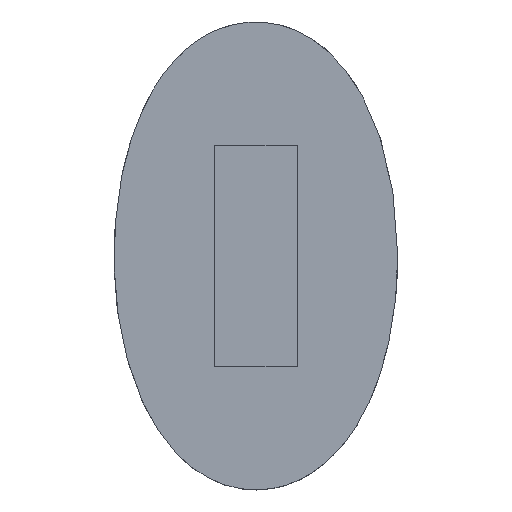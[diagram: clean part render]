
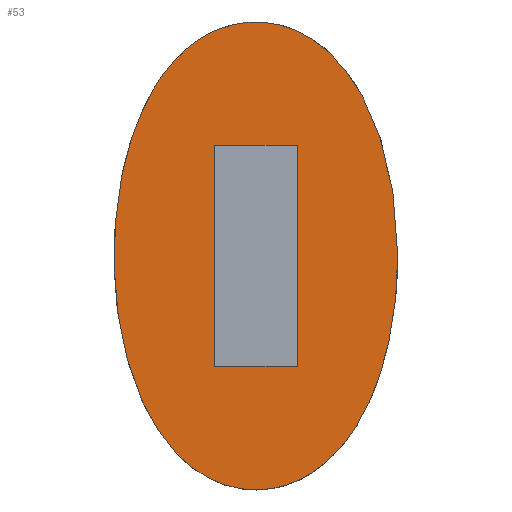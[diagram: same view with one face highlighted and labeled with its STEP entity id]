
A CAD part, top view. The second image highlights one B-rep face of the part: STEP entity #53.
In plain terms, the highlighted planar face has unit normal (0, 0, 1).
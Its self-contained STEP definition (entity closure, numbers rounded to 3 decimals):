
#53=ADVANCED_FACE('',(#161,#163),#165,.T.);
#161=FACE_BOUND('',#162,.T.);
#162=EDGE_LOOP('',(#265));
#163=FACE_BOUND('',#164,.T.);
#164=EDGE_LOOP('',(#266,#267,#268,#269));
#165=PLANE('',#166);
#166=AXIS2_PLACEMENT_3D('',#167,#168,#169);
#167=CARTESIAN_POINT('',(0.,0.,8.));
#168=DIRECTION('',(0.,0.,1.));
#169=DIRECTION('',(1.,0.,0.));
#265=ORIENTED_EDGE('',*,*,#437,.T.);
#266=ORIENTED_EDGE('',*,*,#438,.T.);
#267=ORIENTED_EDGE('',*,*,#439,.T.);
#268=ORIENTED_EDGE('',*,*,#440,.T.);
#269=ORIENTED_EDGE('',*,*,#441,.T.);
#437=EDGE_CURVE('',#455,#455,#456,.T.);
#438=EDGE_CURVE('',#457,#458,#459,.F.);
#439=EDGE_CURVE('',#458,#460,#461,.F.);
#440=EDGE_CURVE('',#460,#462,#463,.F.);
#441=EDGE_CURVE('',#462,#457,#464,.F.);
#455=VERTEX_POINT('',#487);
#456=B_SPLINE_CURVE_WITH_KNOTS('',3,
(#488,#489,#490,#491,#492,#493,#494,#495,#496,#497,#498,#499,#500,#501,#502,#503,
#504,#505,#506,#507,#508,#509,#510,#511,#512,#513,#514,#515,#516,#517,#518,#519,
#520,#521,#522,#523,#524,#525,#526,#527,#528,#529,#530,#531,#532,#533,#534,#535,
#536,#537,#538,#539,#540,#541,#542,#543,#544,#545,#546,#547,#548,#549,#550,#551,
#552,#553,#554,#555,#556,#557,#558,#559,#560),
.UNSPECIFIED.,.T.,.F.,
(4,1,1,1,1,1,1,1,1,1,1,1,1,1,1,1,1,1,1,1,1,1,1,1,1,1,1,1,1,1,1,1,1,1,1,1,1,1,1,1,
1,1,1,1,1,1,1,1,1,1,1,1,1,1,1,1,1,1,1,1,1,1,1,1,1,1,1,1,1,1,4),
(0.,0.027,0.051,0.074,0.094,
0.112,0.128,0.143,0.157,0.17,
0.181,0.191,0.201,0.21,0.219,
0.228,0.236,0.244,0.252,0.261,
0.269,0.277,0.286,0.295,0.305,
0.316,0.328,0.34,0.354,0.37,
0.386,0.405,0.425,0.448,0.477,
0.508,0.539,0.564,0.586,0.605,
0.623,0.639,0.654,0.667,0.68,
0.69,0.701,0.71,0.719,0.727,
0.736,0.744,0.752,0.76,0.768,
0.776,0.785,0.794,0.803,0.813,
0.823,0.835,0.848,0.862,0.877,
0.894,0.912,0.932,0.955,0.978,
1.),
.UNSPECIFIED.);
#457=VERTEX_POINT('',#561);
#458=VERTEX_POINT('',#562);
#459=LINE('',#563,#564);
#460=VERTEX_POINT('',#566);
#461=LINE('',#567,#568);
#462=VERTEX_POINT('',#570);
#463=LINE('',#571,#572);
#464=LINE('',#574,#575);
#487=CARTESIAN_POINT('',(7.7,0.,8.));
#488=CARTESIAN_POINT('',(7.7,0.,8.));
#489=CARTESIAN_POINT('',(7.7,0.621,8.));
#490=CARTESIAN_POINT('',(7.652,1.808,8.));
#491=CARTESIAN_POINT('',(7.454,3.475,8.));
#492=CARTESIAN_POINT('',(7.168,4.939,8.));
#493=CARTESIAN_POINT('',(6.819,6.21,8.));
#494=CARTESIAN_POINT('',(6.432,7.298,8.));
#495=CARTESIAN_POINT('',(6.016,8.235,8.));
#496=CARTESIAN_POINT('',(5.578,9.05,8.));
#497=CARTESIAN_POINT('',(5.113,9.767,8.));
#498=CARTESIAN_POINT('',(4.63,10.387,8.));
#499=CARTESIAN_POINT('',(4.143,10.908,8.));
#500=CARTESIAN_POINT('',(3.653,11.347,8.));
#501=CARTESIAN_POINT('',(3.154,11.717,8.));
#502=CARTESIAN_POINT('',(2.634,12.031,8.));
#503=CARTESIAN_POINT('',(2.097,12.287,8.));
#504=CARTESIAN_POINT('',(1.544,12.484,8.));
#505=CARTESIAN_POINT('',(0.982,12.619,8.));
#506=CARTESIAN_POINT('',(0.411,12.694,8.));
#507=CARTESIAN_POINT('',(-0.166,12.708,8.));
#508=CARTESIAN_POINT('',(-0.744,12.659,8.));
#509=CARTESIAN_POINT('',(-1.316,12.547,8.));
#510=CARTESIAN_POINT('',(-1.875,12.374,8.));
#511=CARTESIAN_POINT('',(-2.424,12.14,8.));
#512=CARTESIAN_POINT('',(-2.963,11.842,8.));
#513=CARTESIAN_POINT('',(-3.493,11.475,8.));
#514=CARTESIAN_POINT('',(-4.013,11.034,8.));
#515=CARTESIAN_POINT('',(-4.52,10.513,8.));
#516=CARTESIAN_POINT('',(-5.014,9.904,8.));
#517=CARTESIAN_POINT('',(-5.491,9.195,8.));
#518=CARTESIAN_POINT('',(-5.95,8.372,8.));
#519=CARTESIAN_POINT('',(-6.383,7.42,8.));
#520=CARTESIAN_POINT('',(-6.786,6.317,8.));
#521=CARTESIAN_POINT('',(-7.148,5.027,8.));
#522=CARTESIAN_POINT('',(-7.464,3.444,8.));
#523=CARTESIAN_POINT('',(-7.68,1.548,8.));
#524=CARTESIAN_POINT('',(-7.726,-0.562,8.));
#525=CARTESIAN_POINT('',(-7.584,-2.568,8.));
#526=CARTESIAN_POINT('',(-7.31,-4.297,8.));
#527=CARTESIAN_POINT('',(-6.967,-5.719,8.));
#528=CARTESIAN_POINT('',(-6.577,-6.923,8.));
#529=CARTESIAN_POINT('',(-6.151,-7.956,8.));
#530=CARTESIAN_POINT('',(-5.697,-8.847,8.));
#531=CARTESIAN_POINT('',(-5.218,-9.617,8.));
#532=CARTESIAN_POINT('',(-4.724,-10.276,8.));
#533=CARTESIAN_POINT('',(-4.218,-10.835,8.));
#534=CARTESIAN_POINT('',(-3.707,-11.303,8.));
#535=CARTESIAN_POINT('',(-3.186,-11.696,8.));
#536=CARTESIAN_POINT('',(-2.655,-12.021,8.));
#537=CARTESIAN_POINT('',(-2.115,-12.279,8.));
#538=CARTESIAN_POINT('',(-1.568,-12.476,8.));
#539=CARTESIAN_POINT('',(-1.009,-12.614,8.));
#540=CARTESIAN_POINT('',(-0.44,-12.692,8.));
#541=CARTESIAN_POINT('',(0.135,-12.709,8.));
#542=CARTESIAN_POINT('',(0.706,-12.663,8.));
#543=CARTESIAN_POINT('',(1.267,-12.558,8.));
#544=CARTESIAN_POINT('',(1.813,-12.395,8.));
#545=CARTESIAN_POINT('',(2.345,-12.177,8.));
#546=CARTESIAN_POINT('',(2.863,-11.901,8.));
#547=CARTESIAN_POINT('',(3.368,-11.567,8.));
#548=CARTESIAN_POINT('',(3.859,-11.172,8.));
#549=CARTESIAN_POINT('',(4.341,-10.707,8.));
#550=CARTESIAN_POINT('',(4.813,-10.163,8.));
#551=CARTESIAN_POINT('',(5.275,-9.53,8.));
#552=CARTESIAN_POINT('',(5.722,-8.799,8.));
#553=CARTESIAN_POINT('',(6.148,-7.957,8.));
#554=CARTESIAN_POINT('',(6.551,-6.988,8.));
#555=CARTESIAN_POINT('',(6.922,-5.867,8.));
#556=CARTESIAN_POINT('',(7.251,-4.567,8.));
#557=CARTESIAN_POINT('',(7.507,-3.11,8.));
#558=CARTESIAN_POINT('',(7.665,-1.563,8.));
#559=CARTESIAN_POINT('',(7.7,-0.517,8.));
#560=CARTESIAN_POINT('',(7.7,0.,8.));
#561=CARTESIAN_POINT('',(2.25,6.,8.));
#562=CARTESIAN_POINT('',(2.25,-6.,8.));
#563=CARTESIAN_POINT('',(2.25,-6.,8.));
#564=VECTOR('',#565,1.);
#565=DIRECTION('',(0.,1.,0.));
#566=CARTESIAN_POINT('',(-2.25,-6.,8.));
#567=CARTESIAN_POINT('',(-2.25,-6.,8.));
#568=VECTOR('',#569,1.);
#569=DIRECTION('',(1.,0.,0.));
#570=CARTESIAN_POINT('',(-2.25,6.,8.));
#571=CARTESIAN_POINT('',(-2.25,6.,8.));
#572=VECTOR('',#573,1.);
#573=DIRECTION('',(0.,-1.,0.));
#574=CARTESIAN_POINT('',(2.25,6.,8.));
#575=VECTOR('',#576,1.);
#576=DIRECTION('',(-1.,0.,0.));
